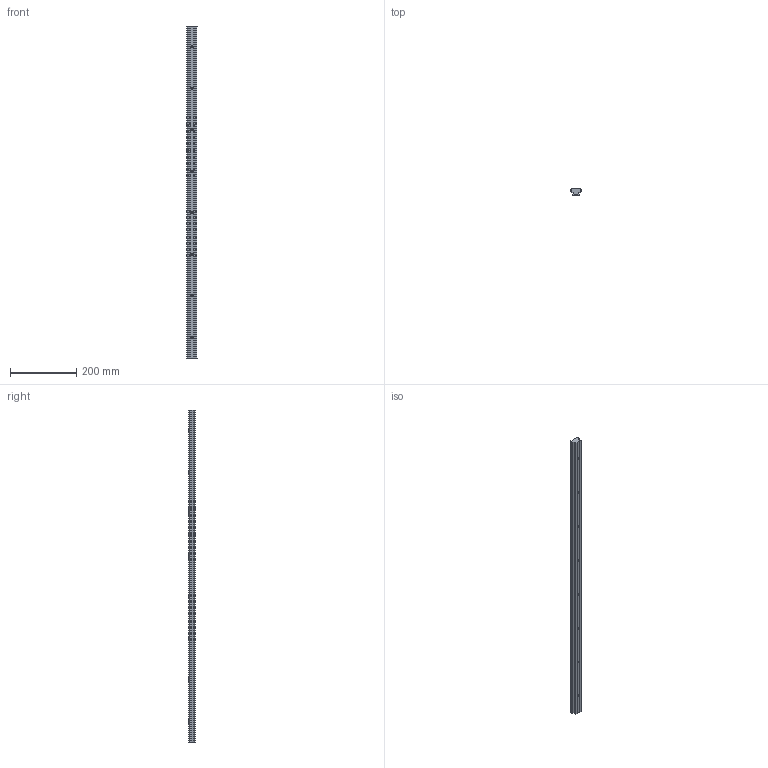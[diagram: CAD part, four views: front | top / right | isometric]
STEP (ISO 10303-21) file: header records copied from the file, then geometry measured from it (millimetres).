
FILE_DESCRIPTION (( 'STEP AP214' ), '1' );
FILE_NAME ('SLFS32-1000-125.STEP', '2024-05-28T06:07:40', ( '' ), ( '' ), 'SwSTEP 2.0', 'SolidWorks 2023', '' );
FILE_SCHEMA (( 'AUTOMOTIVE_DESIGN' ));
Length unit declared in the file: millimetre
Products named in the file (2): SLFS32-1000-125; SLFS32-instelbaar
Assembly tree (1 placements, depth 2):
  SLFS32-1000-125
    SLFS32-instelbaar
Bounding box: 31.99 x 20 x 1000 mm (x, y, z)
Volume: 476235.9 mm3; surface area: 107503.2 mm2
Topology: 1 solids, 1 shells, 83 faces, 219 edges, 146 vertices
Faces by surface type: cylinder 53, plane 30
Entity records: 2706 total; most frequent: DIRECTION 499, CARTESIAN_POINT 452, ORIENTED_EDGE 438, EDGE_CURVE 219, AXIS2_PLACEMENT_3D 193, VERTEX_POINT 146, VECTOR 113, LINE 113
